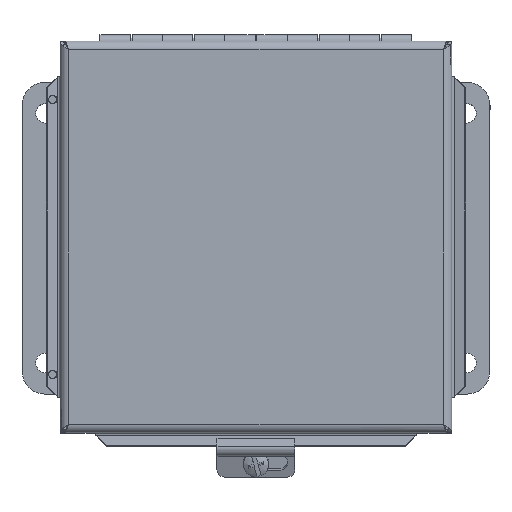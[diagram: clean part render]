
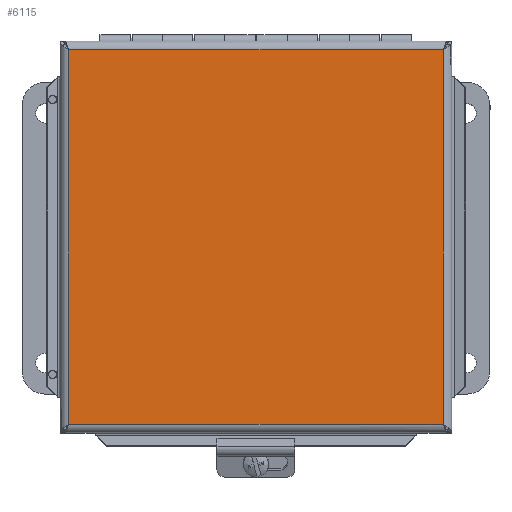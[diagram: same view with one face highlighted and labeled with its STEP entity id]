
A CAD part, top view. The second image highlights one B-rep face of the part: STEP entity #6115.
In plain terms, the highlighted planar face has unit normal (0, 0, 1).
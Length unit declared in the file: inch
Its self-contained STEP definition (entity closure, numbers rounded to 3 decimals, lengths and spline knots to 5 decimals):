
#622=FACE_OUTER_BOUND('',#973,.T.);
#973=EDGE_LOOP('',(#4403,#4404,#4405,#4406));
#1326=LINE('',#9062,#1944);
#1366=LINE('',#9330,#1984);
#1469=LINE('',#9730,#2087);
#1470=LINE('',#9732,#2088);
#1944=VECTOR('',#7190,0.3937);
#1984=VECTOR('',#7254,0.3937);
#2087=VECTOR('',#7525,0.3937);
#2088=VECTOR('',#7528,0.3937);
#2497=VERTEX_POINT('',#8783);
#2528=VERTEX_POINT('',#8931);
#2556=VERTEX_POINT('',#9061);
#2576=VERTEX_POINT('',#9243);
#3100=EDGE_CURVE('',#2556,#2528,#1326,.T.);
#3151=EDGE_CURVE('',#2497,#2576,#1366,.T.);
#3284=EDGE_CURVE('',#2528,#2497,#1469,.T.);
#3285=EDGE_CURVE('',#2576,#2556,#1470,.T.);
#4403=ORIENTED_EDGE('',*,*,#3284,.T.);
#4404=ORIENTED_EDGE('',*,*,#3151,.T.);
#4405=ORIENTED_EDGE('',*,*,#3285,.T.);
#4406=ORIENTED_EDGE('',*,*,#3100,.T.);
#5599=PLANE('',#6691);
#6115=ADVANCED_FACE('',(#622),#5599,.T.);
#6691=AXIS2_PLACEMENT_3D('',#9733,#7529,#7530);
#7190=DIRECTION('',(0.,-1.,0.));
#7254=DIRECTION('',(0.,1.,0.));
#7525=DIRECTION('',(1.,0.,0.));
#7528=DIRECTION('',(-1.,0.,0.));
#7529=DIRECTION('center_axis',(0.,0.,1.));
#7530=DIRECTION('ref_axis',(1.,0.,0.));
#8783=CARTESIAN_POINT('',(3.0035,-3.0035,0.059));
#8931=CARTESIAN_POINT('',(-3.0035,-3.0035,0.059));
#9061=CARTESIAN_POINT('',(-3.0035,3.0035,0.059));
#9062=CARTESIAN_POINT('',(-3.0035,1.50175,0.059));
#9243=CARTESIAN_POINT('',(3.0035,3.0035,0.059));
#9330=CARTESIAN_POINT('',(3.0035,-1.50175,0.059));
#9730=CARTESIAN_POINT('',(-1.50175,-3.0035,0.059));
#9732=CARTESIAN_POINT('',(1.50175,3.0035,0.059));
#9733=CARTESIAN_POINT('Origin',(0.,0.,
0.059));
